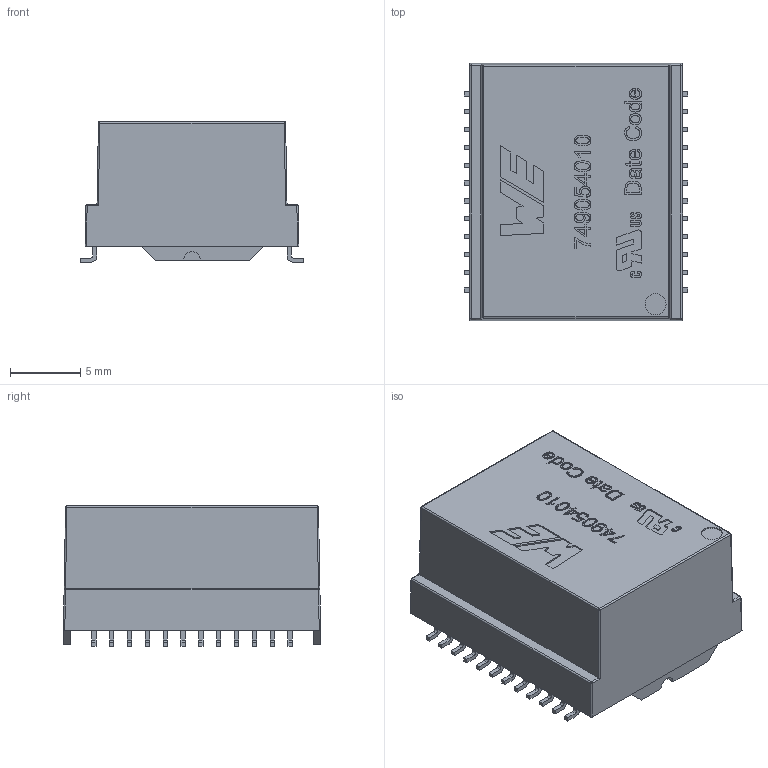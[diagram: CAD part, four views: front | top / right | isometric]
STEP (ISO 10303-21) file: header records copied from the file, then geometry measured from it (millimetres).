
FILE_DESCRIPTION(/* description */ ('Unknown','CAx-IF Rec.Pracs.---Representation and Presentation of Product Manufacturing Information (PMI)---4.0---2014-10-13','CAx-IF Rec.Pracs.---3D Tessellated Geometry---0.4---2014-09-14','2;1'),/* implementation_level */ '2;1');
FILE_NAME(/* name */ '749054010',/* time_stamp */ '2023-04-26T14:49:37+08:00',/* author */ ('Unknown'),/* organization */ ('Unknown'),/* preprocessor_version */ 'ST-DEVELOPER v16.7',/* originating_system */ 'Solid Edge',/* authorisation */ 'Unknown');
FILE_SCHEMA (('AP242_MANAGED_MODEL_BASED_3D_ENGINEERING_MIM_LF { 1 0 10303 442 1 1 4 }'));
Length unit declared in the file: millimetre
Products named in the file (1): 749054010
Bounding box: 15.94 x 18.32 x 10.02 mm (x, y, z)
Volume: 493.8 mm3; surface area: 1709.5 mm2
Topology: 1 solids, 1 shells, 512 faces, 1327 edges, 870 vertices
Faces by surface type: plane 377, cylinder 90, bspline 37, sphere 8
Full cylindrical faces by diameter (mm): 1.5 x1
Entity records: 20859 total; most frequent: CARTESIAN_POINT 5176, ORIENTED_EDGE 2616, DIRECTION 2220, EDGE_CURVE 1308, LINE 908, VECTOR 908, VERTEX_POINT 870, AXIS2_PLACEMENT_3D 656
